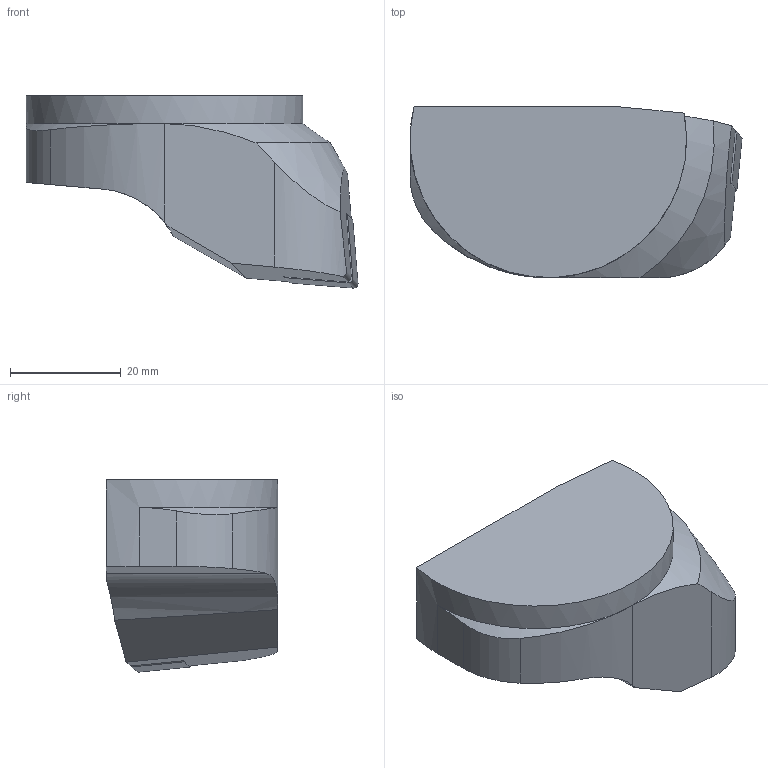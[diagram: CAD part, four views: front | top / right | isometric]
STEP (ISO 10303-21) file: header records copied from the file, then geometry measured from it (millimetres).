
FILE_DESCRIPTION((''),'1');
FILE_NAME('F50-DCLNL-35035-12.stp','2020-06-10T03:16:39',(''),(''),'Spatial Interop R21 SP3','Kubotek KeyCreator 2011 V10.0.2 (22737)',' ');
FILE_SCHEMA(('automotive_design'));
Length unit declared in the file: millimetre
Products named in the file (1): 240[2]
Bounding box: 60.01 x 31 x 34.74 mm (x, y, z)
Volume: 36597.5 mm3; surface area: 6907.3 mm2
Topology: 1 solids, 1 shells, 30 faces, 83 edges, 55 vertices
Faces by surface type: plane 15, cylinder 12, cone 3
Entity records: 1843 total; most frequent: CARTESIAN_POINT 258, DIRECTION 168, ORIENTED_EDGE 166, PRESENTATION_STYLE_ASSIGNMENT 145, COLOUR_RGB 145, STYLED_ITEM 114, CURVE_STYLE 114, DRAUGHTING_PRE_DEFINED_CURVE_FONT 114
